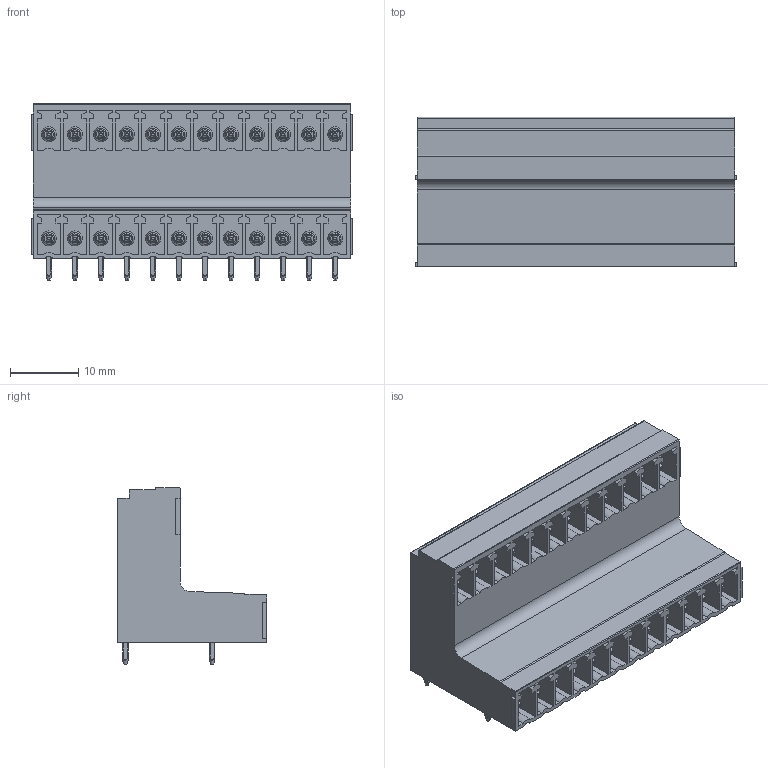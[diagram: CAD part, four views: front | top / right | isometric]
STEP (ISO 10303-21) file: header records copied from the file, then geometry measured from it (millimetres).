
FILE_DESCRIPTION(('CATIA V5 STEP Exchange','CAx-IF Rec.Pracs.--- Model Styling and Organization---1.2---2011-12-15'),'2;1');
FILE_NAME ('D1447269_0_1033600000_1033600000.stp','2018-10-13T11:08:25+00:00',('none'),('Weidmueller'),'CATIA Version 5-6 Release 2014','CATIA V5 STEP AP214','none');
FILE_SCHEMA(('AUTOMOTIVE_DESIGN { 1 0 10303 214 1 1 1 1 }'));
Length unit declared in the file: millimetre
Products named in the file (1): 1033600000
Bounding box: 47.11 x 21.9 x 25.9 mm (x, y, z)
Volume: 9626.8 mm3; surface area: 11399.7 mm2
Topology: 25 solids, 25 shells, 1572 faces, 4272 edges, 2798 vertices
Faces by surface type: plane 977, cylinder 403, cone 144, torus 48
Entity records: 49158 total; most frequent: CARTESIAN_POINT 13641, ORIENTED_EDGE 8544, DIRECTION 5172, EDGE_CURVE 4272, VECTOR 2962, LINE 2962, VERTEX_POINT 2798, EDGE_LOOP 1668
